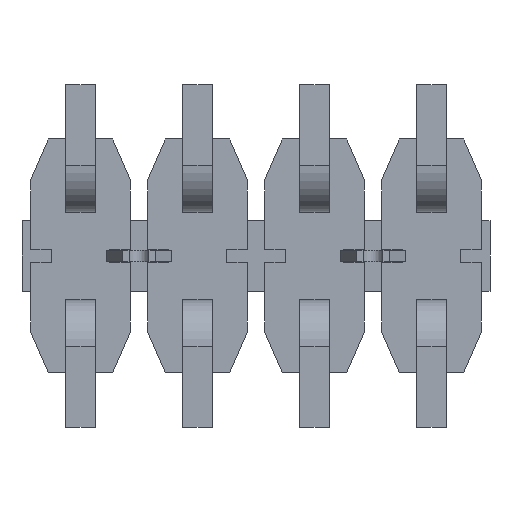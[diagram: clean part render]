
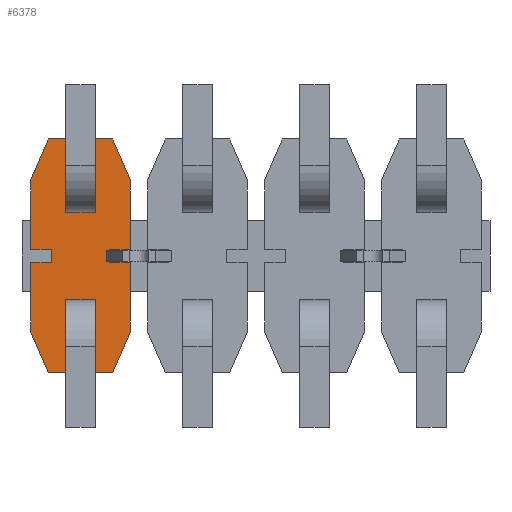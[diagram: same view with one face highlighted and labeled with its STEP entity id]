
A CAD part, front view. The second image highlights one B-rep face of the part: STEP entity #6378.
In plain terms, the highlighted planar face has unit normal (0, -1, 0).
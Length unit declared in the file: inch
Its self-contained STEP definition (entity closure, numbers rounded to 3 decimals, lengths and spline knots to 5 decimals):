
#1093=ORIENTED_EDGE('',*,*,#2475,.T.);
#1094=ORIENTED_EDGE('',*,*,#2487,.T.);
#1095=ORIENTED_EDGE('',*,*,#2482,.T.);
#1096=ORIENTED_EDGE('',*,*,#2479,.T.);
#1097=ORIENTED_EDGE('',*,*,#2465,.T.);
#1098=ORIENTED_EDGE('',*,*,#2485,.T.);
#1099=ORIENTED_EDGE('',*,*,#2472,.T.);
#1100=ORIENTED_EDGE('',*,*,#2469,.T.);
#1101=ORIENTED_EDGE('',*,*,#2400,.F.);
#1102=ORIENTED_EDGE('',*,*,#2446,.F.);
#1103=ORIENTED_EDGE('',*,*,#2441,.F.);
#1104=ORIENTED_EDGE('',*,*,#2438,.F.);
#1105=ORIENTED_EDGE('',*,*,#2463,.F.);
#1106=ORIENTED_EDGE('',*,*,#2460,.F.);
#1107=ORIENTED_EDGE('',*,*,#2457,.F.);
#1108=ORIENTED_EDGE('',*,*,#2428,.F.);
#1109=ORIENTED_EDGE('',*,*,#2425,.F.);
#1110=ORIENTED_EDGE('',*,*,#2421,.F.);
#1111=ORIENTED_EDGE('',*,*,#2417,.F.);
#1112=ORIENTED_EDGE('',*,*,#2415,.F.);
#1113=ORIENTED_EDGE('',*,*,#2455,.F.);
#1114=ORIENTED_EDGE('',*,*,#2452,.F.);
#1115=ORIENTED_EDGE('',*,*,#2449,.F.);
#1116=ORIENTED_EDGE('',*,*,#2407,.F.);
#2400=EDGE_CURVE('',#3188,#3186,#3908,.T.);
#2407=EDGE_CURVE('',#3186,#3195,#3915,.T.);
#2415=EDGE_CURVE('',#3200,#3197,#3923,.T.);
#2417=EDGE_CURVE('',#3197,#3201,#3925,.T.);
#2421=EDGE_CURVE('',#3201,#3203,#3929,.T.);
#2425=EDGE_CURVE('',#3203,#3205,#3933,.T.);
#2428=EDGE_CURVE('',#3205,#3207,#3936,.T.);
#2438=EDGE_CURVE('',#3216,#3210,#3946,.T.);
#2441=EDGE_CURVE('',#3210,#3218,#3949,.T.);
#2446=EDGE_CURVE('',#3218,#3188,#3954,.T.);
#2449=EDGE_CURVE('',#3195,#3221,#3957,.T.);
#2452=EDGE_CURVE('',#3221,#3223,#3960,.T.);
#2455=EDGE_CURVE('',#3223,#3200,#3963,.T.);
#2457=EDGE_CURVE('',#3207,#3225,#3965,.T.);
#2460=EDGE_CURVE('',#3225,#3227,#3968,.T.);
#2463=EDGE_CURVE('',#3227,#3216,#3971,.T.);
#2465=EDGE_CURVE('',#3229,#3230,#3973,.T.);
#2469=EDGE_CURVE('',#3233,#3229,#3977,.T.);
#2472=EDGE_CURVE('',#3235,#3233,#3980,.T.);
#2475=EDGE_CURVE('',#3237,#3238,#3983,.T.);
#2479=EDGE_CURVE('',#3241,#3237,#3987,.T.);
#2482=EDGE_CURVE('',#3243,#3241,#3990,.T.);
#2485=EDGE_CURVE('',#3230,#3235,#3993,.T.);
#2487=EDGE_CURVE('',#3238,#3243,#3995,.T.);
#3186=VERTEX_POINT('',#9430);
#3188=VERTEX_POINT('',#9434);
#3195=VERTEX_POINT('',#9451);
#3197=VERTEX_POINT('',#9458);
#3200=VERTEX_POINT('',#9464);
#3201=VERTEX_POINT('',#9468);
#3203=VERTEX_POINT('',#9476);
#3205=VERTEX_POINT('',#9484);
#3207=VERTEX_POINT('',#9492);
#3210=VERTEX_POINT('',#9499);
#3216=VERTEX_POINT('',#9511);
#3218=VERTEX_POINT('',#9516);
#3221=VERTEX_POINT('',#9533);
#3223=VERTEX_POINT('',#9539);
#3225=VERTEX_POINT('',#9548);
#3227=VERTEX_POINT('',#9554);
#3229=VERTEX_POINT('',#9563);
#3230=VERTEX_POINT('',#9564);
#3233=VERTEX_POINT('',#9572);
#3235=VERTEX_POINT('',#9578);
#3237=VERTEX_POINT('',#9584);
#3238=VERTEX_POINT('',#9585);
#3241=VERTEX_POINT('',#9593);
#3243=VERTEX_POINT('',#9599);
#3908=LINE('',#9435,#4796);
#3915=LINE('',#9450,#4803);
#3923=LINE('',#9465,#4811);
#3925=LINE('',#9469,#4813);
#3929=LINE('',#9477,#4817);
#3933=LINE('',#9485,#4821);
#3936=LINE('',#9491,#4824);
#3946=LINE('',#9512,#4834);
#3949=LINE('',#9518,#4837);
#3954=LINE('',#9527,#4842);
#3957=LINE('',#9532,#4845);
#3960=LINE('',#9538,#4848);
#3963=LINE('',#9544,#4851);
#3965=LINE('',#9547,#4853);
#3968=LINE('',#9553,#4856);
#3971=LINE('',#9559,#4859);
#3973=LINE('',#9562,#4861);
#3977=LINE('',#9571,#4865);
#3980=LINE('',#9577,#4868);
#3983=LINE('',#9583,#4871);
#3987=LINE('',#9592,#4875);
#3990=LINE('',#9598,#4878);
#3993=LINE('',#9604,#4881);
#3995=LINE('',#9607,#4883);
#4796=VECTOR('',#7682,39.37008);
#4803=VECTOR('',#7693,39.37008);
#4811=VECTOR('',#7703,39.37008);
#4813=VECTOR('',#7707,39.37008);
#4817=VECTOR('',#7715,39.37008);
#4821=VECTOR('',#7723,39.37008);
#4824=VECTOR('',#7730,39.37008);
#4834=VECTOR('',#7742,39.37008);
#4837=VECTOR('',#7747,39.37008);
#4842=VECTOR('',#7756,39.37008);
#4845=VECTOR('',#7763,39.37008);
#4848=VECTOR('',#7768,39.37008);
#4851=VECTOR('',#7773,39.37008);
#4853=VECTOR('',#7777,39.37008);
#4856=VECTOR('',#7782,39.37008);
#4859=VECTOR('',#7787,39.37008);
#4861=VECTOR('',#7791,39.37008);
#4865=VECTOR('',#7797,39.37008);
#4868=VECTOR('',#7802,39.37008);
#4871=VECTOR('',#7807,39.37008);
#4875=VECTOR('',#7813,39.37008);
#4878=VECTOR('',#7818,39.37008);
#4881=VECTOR('',#7823,39.37008);
#4883=VECTOR('',#7827,39.37008);
#5422=EDGE_LOOP('',(#1093,#1094,#1095,#1096));
#5423=EDGE_LOOP('',(#1097,#1098,#1099,#1100));
#5424=EDGE_LOOP('',(#1101,#1102,#1103,#1104,#1105,#1106,#1107,#1108,#1109,
#1110,#1111,#1112,#1113,#1114,#1115,#1116));
#5754=FACE_BOUND('',#5422,.T.);
#5755=FACE_BOUND('',#5423,.T.);
#5756=FACE_BOUND('',#5424,.T.);
#6066=PLANE('',#6751);
#6378=ADVANCED_FACE('',(#5754,#5755,#5756),#6066,.F.);
#6751=AXIS2_PLACEMENT_3D('',#9610,#7831,#7832);
#7682=DIRECTION('',(-1.,0.,0.));
#7693=DIRECTION('',(0.,0.,1.));
#7703=DIRECTION('',(0.,0.,-1.));
#7707=DIRECTION('',(-1.,0.,0.));
#7715=DIRECTION('',(0.,0.,-1.));
#7723=DIRECTION('',(1.,0.,0.));
#7730=DIRECTION('',(0.,0.,-1.));
#7742=DIRECTION('',(0.,0.,1.));
#7747=DIRECTION('',(1.,0.,0.));
#7756=DIRECTION('',(0.,0.,1.));
#7763=DIRECTION('',(0.394,0.,0.919));
#7768=DIRECTION('',(1.,0.,0.));
#7773=DIRECTION('',(0.394,0.,-0.919));
#7777=DIRECTION('',(-0.394,0.,-0.919));
#7782=DIRECTION('',(-1.,0.,0.));
#7787=DIRECTION('',(-0.394,0.,0.919));
#7791=DIRECTION('',(0.,0.,1.));
#7797=DIRECTION('',(-1.,0.,0.));
#7802=DIRECTION('',(0.,0.,-1.));
#7807=DIRECTION('',(0.,0.,1.));
#7813=DIRECTION('',(-1.,0.,0.));
#7818=DIRECTION('',(0.,0.,-1.));
#7823=DIRECTION('',(1.,0.,0.));
#7827=DIRECTION('',(1.,0.,0.));
#7831=DIRECTION('',(0.,1.,0.));
#7832=DIRECTION('',(0.,0.,1.));
#9430=CARTESIAN_POINT('',(-0.1925,-0.05,0.00575));
#9434=CARTESIAN_POINT('',(-0.175,-0.05,0.00575));
#9435=CARTESIAN_POINT('',(-0.175,-0.05,0.00575));
#9450=CARTESIAN_POINT('',(-0.1925,-0.05,0.00575));
#9451=CARTESIAN_POINT('',(-0.1925,-0.05,0.065));
#9458=CARTESIAN_POINT('',(-0.1075,-0.05,0.00575));
#9464=CARTESIAN_POINT('',(-0.1075,-0.05,0.065));
#9465=CARTESIAN_POINT('',(-0.1075,-0.05,0.065));
#9468=CARTESIAN_POINT('',(-0.125,-0.05,0.00575));
#9469=CARTESIAN_POINT('',(-0.1075,-0.05,0.00575));
#9476=CARTESIAN_POINT('',(-0.125,-0.05,-0.00575));
#9477=CARTESIAN_POINT('',(-0.125,-0.05,0.00575));
#9484=CARTESIAN_POINT('',(-0.1075,-0.05,-0.00575));
#9485=CARTESIAN_POINT('',(-0.125,-0.05,-0.00575));
#9491=CARTESIAN_POINT('',(-0.1075,-0.05,-0.00575));
#9492=CARTESIAN_POINT('',(-0.1075,-0.05,-0.065));
#9499=CARTESIAN_POINT('',(-0.1925,-0.05,-0.00575));
#9511=CARTESIAN_POINT('',(-0.1925,-0.05,-0.065));
#9512=CARTESIAN_POINT('',(-0.1925,-0.05,-0.065));
#9516=CARTESIAN_POINT('',(-0.175,-0.05,-0.00575));
#9518=CARTESIAN_POINT('',(-0.1925,-0.05,-0.00575));
#9527=CARTESIAN_POINT('',(-0.175,-0.05,-0.00575));
#9532=CARTESIAN_POINT('',(-0.1925,-0.05,0.065));
#9533=CARTESIAN_POINT('',(-0.1775,-0.05,0.1));
#9538=CARTESIAN_POINT('',(-0.1775,-0.05,0.1));
#9539=CARTESIAN_POINT('',(-0.1225,-0.05,0.1));
#9544=CARTESIAN_POINT('',(-0.1225,-0.05,0.1));
#9547=CARTESIAN_POINT('',(-0.1075,-0.05,-0.065));
#9548=CARTESIAN_POINT('',(-0.1225,-0.05,-0.1));
#9553=CARTESIAN_POINT('',(-0.1225,-0.05,-0.1));
#9554=CARTESIAN_POINT('',(-0.1775,-0.05,-0.1));
#9559=CARTESIAN_POINT('',(-0.1775,-0.05,-0.1));
#9562=CARTESIAN_POINT('',(-0.1625,-0.05,0.0375));
#9563=CARTESIAN_POINT('',(-0.1625,-0.05,0.0375));
#9564=CARTESIAN_POINT('',(-0.1625,-0.05,0.0625));
#9571=CARTESIAN_POINT('',(-0.1375,-0.05,0.0375));
#9572=CARTESIAN_POINT('',(-0.1375,-0.05,0.0375));
#9577=CARTESIAN_POINT('',(-0.1375,-0.05,0.0625));
#9578=CARTESIAN_POINT('',(-0.1375,-0.05,0.0625));
#9583=CARTESIAN_POINT('',(-0.1625,-0.05,-0.0625));
#9584=CARTESIAN_POINT('',(-0.1625,-0.05,-0.0625));
#9585=CARTESIAN_POINT('',(-0.1625,-0.05,-0.0375));
#9592=CARTESIAN_POINT('',(-0.1375,-0.05,-0.0625));
#9593=CARTESIAN_POINT('',(-0.1375,-0.05,-0.0625));
#9598=CARTESIAN_POINT('',(-0.1375,-0.05,-0.0375));
#9599=CARTESIAN_POINT('',(-0.1375,-0.05,-0.0375));
#9604=CARTESIAN_POINT('',(-0.1625,-0.05,0.0625));
#9607=CARTESIAN_POINT('',(-0.1625,-0.05,-0.0375));
#9610=CARTESIAN_POINT('',(0.,-0.05,0.));
